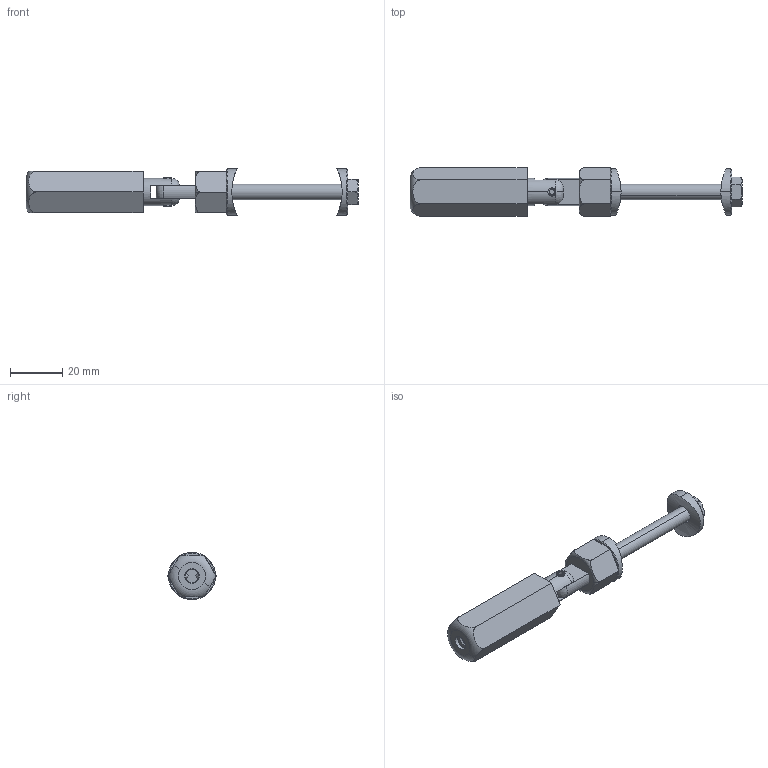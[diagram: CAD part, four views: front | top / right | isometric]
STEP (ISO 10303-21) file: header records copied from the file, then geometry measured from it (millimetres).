
FILE_DESCRIPTION (( 'STEP AP203' ), '1' );
FILE_NAME ('100054004.step', '2017-06-09T09:34:53', ( '' ), ( '' ), 'SwSTEP 2.0', 'SolidWorks 2015', '' );
FILE_SCHEMA (( 'CONFIG_CONTROL_DESIGN' ));
Length unit declared in the file: millimetre
Products named in the file (9): 10005400X Teil7_100054004 Teil7; 10005400X Teil3_100054004 Teil3; 10005400X Teil2_100054004 Teil2; 100054004; 10005400X Teil4_100054004 Teil4; 10005400X Teil1_100054004 Teil1; 10005400X Teil6_100054004 Teil6; 10005400X Teil8_100054004 Teil8; 10005400X Teil5_100054004 Teil5
Assembly tree (11 placements, depth 2):
  100054004
    10005400X Teil2_100054004 Teil2
    10005400X Teil7_100054004 Teil7  x3
    10005400X Teil1_100054004 Teil1
    10005400X Teil3_100054004 Teil3
    10005400X Teil4_100054004 Teil4
    10005400X Teil8_100054004 Teil8
    10005400X Teil6_100054004 Teil6  x2
    10005400X Teil5_100054004 Teil5
Bounding box: 127.62 x 18.48 x 18 mm (x, y, z)
Volume: 15227.7 mm3; surface area: 11386.7 mm2
Topology: 11 solids, 11 shells, 390 faces, 975 edges, 630 vertices
Faces by surface type: plane 185, bspline 101, cylinder 52, cone 38, torus 14
Entity records: 19111 total; most frequent: CARTESIAN_POINT 10269, ORIENTED_EDGE 1782, DIRECTION 1266, EDGE_CURVE 891, VERTEX_POINT 582, VECTOR 504, LINE 504, EDGE_LOOP 401
